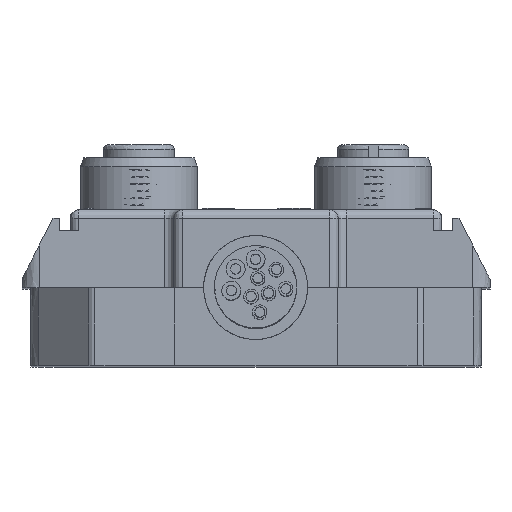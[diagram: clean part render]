
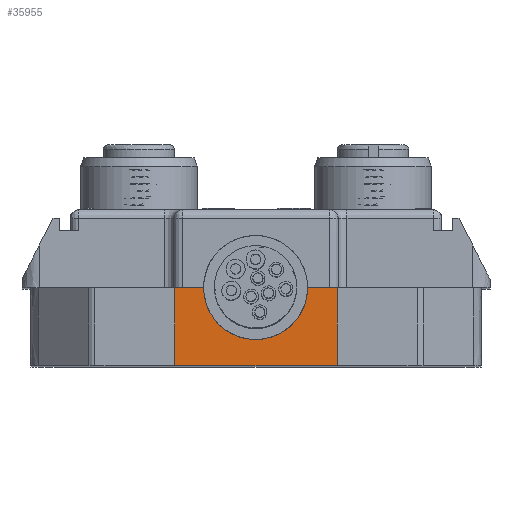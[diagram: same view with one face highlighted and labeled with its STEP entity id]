
A CAD part, top view. The second image highlights one B-rep face of the part: STEP entity #35955.
In plain terms, the highlighted free-form (B-spline) face has degree [1, 1] with [2, 2] control points.
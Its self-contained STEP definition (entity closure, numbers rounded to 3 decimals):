
#35783=CARTESIAN_POINT('',(-9.4,0.,-25.05));
#35784=VERTEX_POINT('',#35783);
#35790=CARTESIAN_POINT('',(-9.4,9.,-25.05));
#35791=VERTEX_POINT('',#35790);
#35792=CARTESIAN_POINT('',(-9.4,0.,-25.05));
#35793=CARTESIAN_POINT('',(-9.4,9.,-25.05));
#35794=B_SPLINE_CURVE_WITH_KNOTS('',1,(#35792,#35793),.POLYLINE_FORM.,.F.,.U.,(2,2),(0.,1.),.UNSPECIFIED.);
#35795=EDGE_CURVE('',#35784,#35791,#35794,.T.);
#35811=CARTESIAN_POINT('',(9.4,9.,-25.05));
#35812=VERTEX_POINT('',#35811);
#35818=CARTESIAN_POINT('',(9.4,0.,-25.05));
#35819=VERTEX_POINT('',#35818);
#35820=CARTESIAN_POINT('',(9.4,9.,-25.05));
#35821=CARTESIAN_POINT('',(9.4,0.,-25.05));
#35822=B_SPLINE_CURVE_WITH_KNOTS('',1,(#35820,#35821),.POLYLINE_FORM.,.F.,.U.,(2,2),(0.,1.),.UNSPECIFIED.);
#35823=EDGE_CURVE('',#35812,#35819,#35822,.T.);
#35840=CARTESIAN_POINT('',(5.95,9.,-25.05));
#35841=VERTEX_POINT('',#35840);
#35847=CARTESIAN_POINT('',(5.95,9.,-25.05));
#35848=CARTESIAN_POINT('',(9.4,9.,-25.05));
#35849=B_SPLINE_CURVE_WITH_KNOTS('',1,(#35847,#35848),.POLYLINE_FORM.,.F.,.U.,(2,2),(0.,1.),.UNSPECIFIED.);
#35850=EDGE_CURVE('',#35841,#35812,#35849,.T.);
#35903=CARTESIAN_POINT('',(-6.05,9.,-25.05));
#35904=VERTEX_POINT('',#35903);
#35910=CARTESIAN_POINT('',(-6.05,9.,-25.05));
#35911=CARTESIAN_POINT('',(-6.05,3.,-25.05));
#35912=CARTESIAN_POINT('',(-0.05,3.,-25.05));
#35913=CARTESIAN_POINT('',(5.95,3.,-25.05));
#35914=CARTESIAN_POINT('',(5.95,9.,-25.05));
#35915=(BOUNDED_CURVE()B_SPLINE_CURVE(2,(#35910,#35911,#35912,#35913,#35914),.CIRCULAR_ARC.,.F.,.U.)B_SPLINE_CURVE_WITH_KNOTS((3,2,3),(0.,0.5,1.),.UNSPECIFIED.)CURVE()GEOMETRIC_REPRESENTATION_ITEM()RATIONAL_B_SPLINE_CURVE((1.,0.707,1.,0.707,1.))REPRESENTATION_ITEM(''));
#35916=EDGE_CURVE('',#35904,#35841,#35915,.T.);
#35929=CARTESIAN_POINT('',(-9.4,9.,-25.05));
#35930=CARTESIAN_POINT('',(-6.05,9.,-25.05));
#35931=B_SPLINE_CURVE_WITH_KNOTS('',1,(#35929,#35930),.POLYLINE_FORM.,.F.,.U.,(2,2),(0.,1.),.UNSPECIFIED.);
#35932=EDGE_CURVE('',#35791,#35904,#35931,.T.);
#35938=CARTESIAN_POINT('',(25.294,34.344,-25.05));
#35939=CARTESIAN_POINT('',(25.294,-16.344,-25.05));
#35940=CARTESIAN_POINT('',(-25.394,34.344,-25.05));
#35941=CARTESIAN_POINT('',(-25.394,-16.344,-25.05));
#35942=B_SPLINE_SURFACE_WITH_KNOTS('',1,1,((#35938,#35939),(#35940,#35941)),.PLANE_SURF.,.F.,.F.,.U.,(2,2),(2,2),(0.,1.),(0.,1.),.UNSPECIFIED.);
#35943=ORIENTED_EDGE('',*,*,#35795,.F.);
#35944=CARTESIAN_POINT('',(9.4,0.,-25.05));
#35945=CARTESIAN_POINT('',(-9.4,0.,-25.05));
#35946=B_SPLINE_CURVE_WITH_KNOTS('',1,(#35944,#35945),.POLYLINE_FORM.,.F.,.U.,(2,2),(0.,1.),.UNSPECIFIED.);
#35947=EDGE_CURVE('',#35819,#35784,#35946,.T.);
#35948=ORIENTED_EDGE('',*,*,#35947,.F.);
#35949=ORIENTED_EDGE('',*,*,#35823,.F.);
#35950=ORIENTED_EDGE('',*,*,#35850,.F.);
#35951=ORIENTED_EDGE('',*,*,#35916,.F.);
#35952=ORIENTED_EDGE('',*,*,#35932,.F.);
#35953=EDGE_LOOP('',(#35943,#35948,#35949,#35950,#35951,#35952));
#35954=FACE_OUTER_BOUND('',#35953,.T.);
#35955=ADVANCED_FACE('',(#35954),#35942,.T.);
